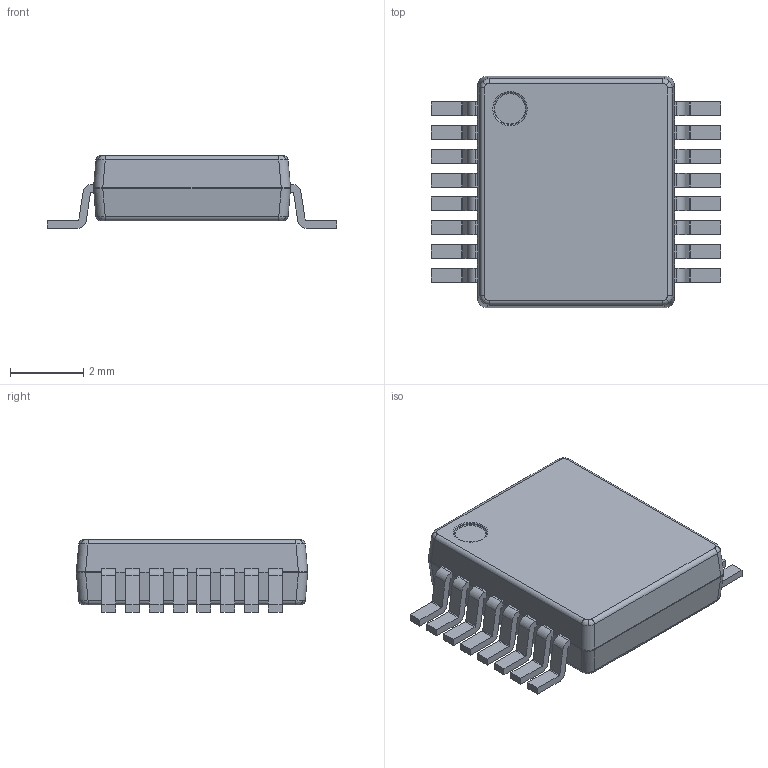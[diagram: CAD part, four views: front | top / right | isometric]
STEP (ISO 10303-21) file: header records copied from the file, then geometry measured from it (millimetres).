
FILE_DESCRIPTION(('FreeCAD Model'),'2;1');
FILE_NAME('SSDEFAU0228124619562.step', '2016-04-19T10:29:29',('Author'),(''), 'Open CASCADE STEP processor 6.8','FreeCAD','Unknown');
FILE_SCHEMA(('AUTOMOTIVE_DESIGN_CC2 { 1 2 10303 214 -1 1 5 4 }'));
Length unit declared in the file: millimetre
Products named in the file (1): SSDEFAU0228124619562
Bounding box: 7.9 x 6.32 x 1.98 mm (x, y, z)
Volume: 61.2 mm3; surface area: 141.2 mm2
Topology: 1 solids, 1 shells, 267 faces, 756 edges, 492 vertices
Faces by surface type: plane 155, cylinder 88, bspline 20, torus 4
Entity records: 31792 total; most frequent: CARTESIAN_POINT 15856, DIRECTION 2360, ORIENTED_EDGE 1512, PCURVE 1512, DEFINITIONAL_REPRESENTATION 1512, LINE 1444, VECTOR 1444, EDGE_CURVE 756
